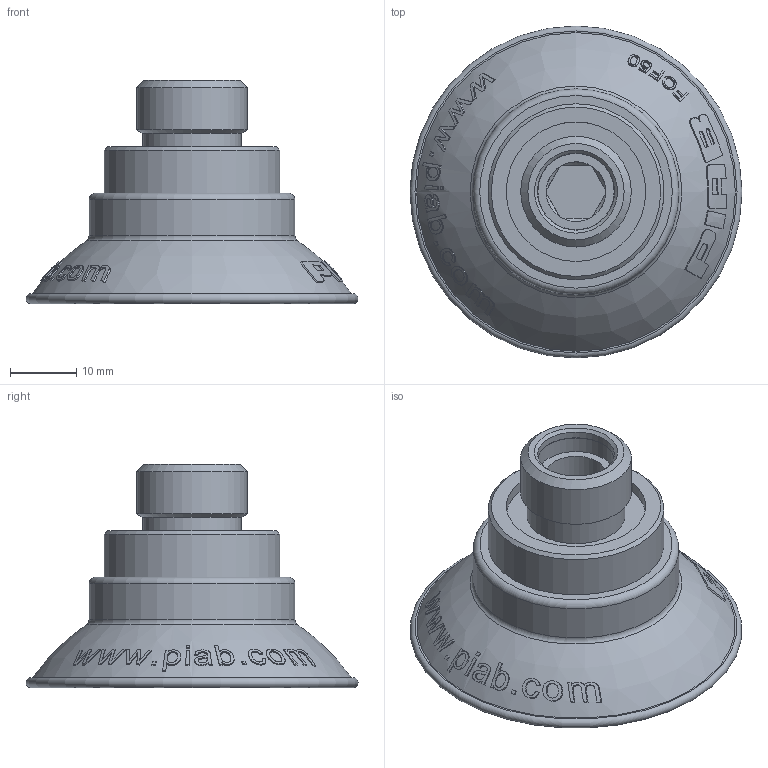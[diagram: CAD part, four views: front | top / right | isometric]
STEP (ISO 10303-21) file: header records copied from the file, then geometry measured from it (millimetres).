
FILE_DESCRIPTION( ( 'Unknown' ), '1' );
FILE_NAME( 'SE-0413660.stp', 'Unknown', ( 'Unknown' ), ( 'Unknown' ), 'PSStep 17.0.49', 'Unknown', ' ' );
FILE_SCHEMA( ( 'AUTOMOTIVE_DESIGN { 1 0 10303 214 1 1 1 1 }' ) );
Length unit declared in the file: millimetre
Products named in the file (3): Assem1; 0118321; SE-0413641
Assembly tree (2 placements, depth 2):
  Assem1
    0118321
    SE-0413641
Bounding box: 50 x 50 x 33.64 mm (x, y, z)
Volume: 22898.7 mm3; surface area: 9948.4 mm2
Topology: 2 solids, 2 shells, 276 faces, 666 edges, 439 vertices
Faces by surface type: plane 158, cylinder 37, extrusion 33, bspline 32, cone 13, torus 3
Full cylindrical faces by diameter (mm): 9 x1, 11.5 x1, 11.6 x1, 12 x3, 14.8 x1, 16.66 x1, 21 x1, 23.5 x2, 26.5 x1, 28 x2, 31 x1
Entity records: 12479 total; most frequent: CARTESIAN_POINT 5103, ORIENTED_EDGE 1254, DIRECTION 764, EDGE_CURVE 627, VERTEX_POINT 433, B_SPLINE_CURVE_WITH_KNOTS 411, EDGE_LOOP 355, FACE_OUTER_BOUND 301
